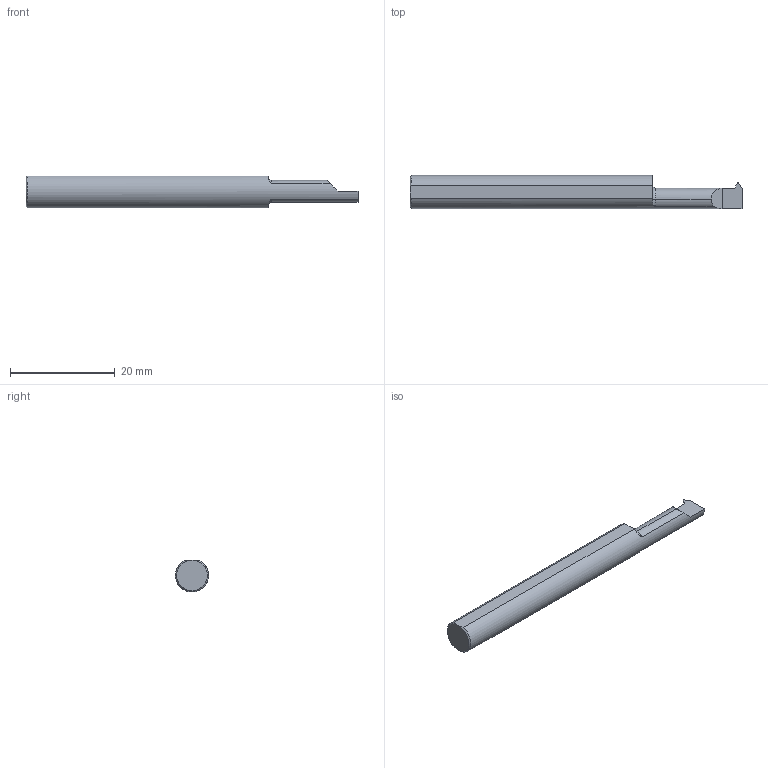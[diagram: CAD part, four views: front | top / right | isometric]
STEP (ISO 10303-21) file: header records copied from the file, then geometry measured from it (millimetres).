
FILE_DESCRIPTION (( 'STEP AP203' ), '1' );
FILE_NAME ('230235-TT200600.STEP', '2025-04-24T22:32:49', ( '' ), ( '' ), 'SwSTEP 2.0', 'SolidWorks 2024', '' );
FILE_SCHEMA (( 'CONFIG_CONTROL_DESIGN' ));
Length unit declared in the file: inch
Products named in the file (1): 230235-TT200600
Bounding box: 63.5 x 6.34 x 6.09 mm (x, y, z)
Volume: 1638.7 mm3; surface area: 1186 mm2
Topology: 1 solids, 1 shells, 27 faces, 67 edges, 42 vertices
Faces by surface type: plane 18, cylinder 4, torus 3, cone 2
Entity records: 895 total; most frequent: CARTESIAN_POINT 191, ORIENTED_EDGE 134, DIRECTION 128, EDGE_CURVE 67, AXIS2_PLACEMENT_3D 45, VERTEX_POINT 42, VECTOR 38, LINE 38
